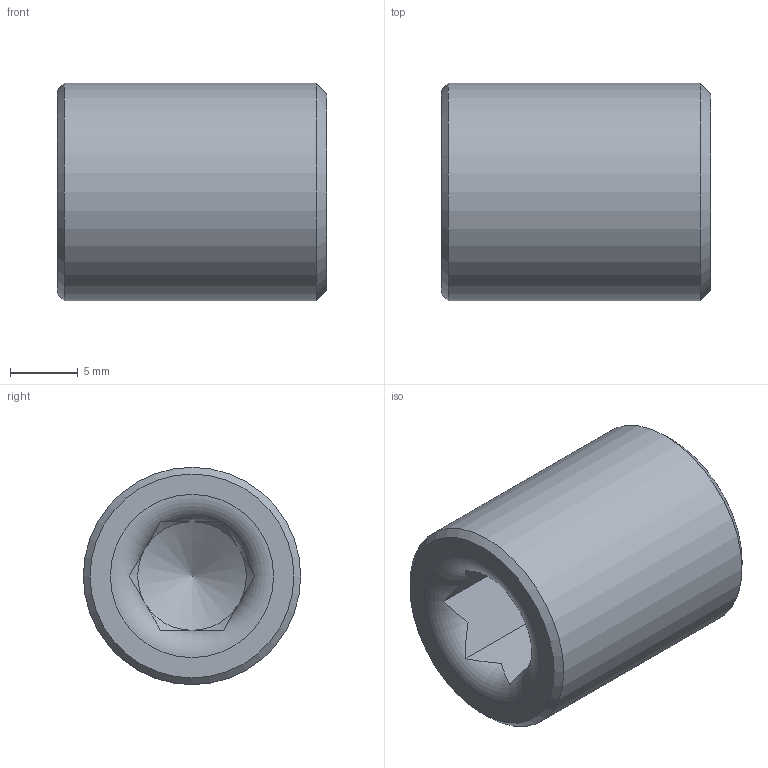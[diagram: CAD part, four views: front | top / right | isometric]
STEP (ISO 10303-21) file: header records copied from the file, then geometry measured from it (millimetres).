
FILE_DESCRIPTION (( 'STEP AP203' ), '1' );
FILE_NAME ('747DAM1.STEP', '2018-05-08T14:51:09', ( '' ), ( '' ), 'SwSTEP 2.0', 'SolidWorks 2017', '' );
FILE_SCHEMA (( 'CONFIG_CONTROL_DESIGN' ));
Length unit declared in the file: millimetre
Products named in the file (1): 747DAM1
Bounding box: 19.8 x 16 x 16 mm (x, y, z)
Volume: 3163.3 mm3; surface area: 1725.7 mm2
Topology: 1 solids, 1 shells, 16 faces, 42 edges, 28 vertices
Faces by surface type: plane 8, cone 5, cylinder 2, torus 1
Full cylindrical faces by diameter (mm): 8 x1, 16 x1
Entity records: 635 total; most frequent: CARTESIAN_POINT 233, ORIENTED_EDGE 64, DIRECTION 56, EDGE_CURVE 32, VERTEX_POINT 26, AXIS2_PLACEMENT_3D 25, EDGE_LOOP 24, FACE_OUTER_BOUND 19
